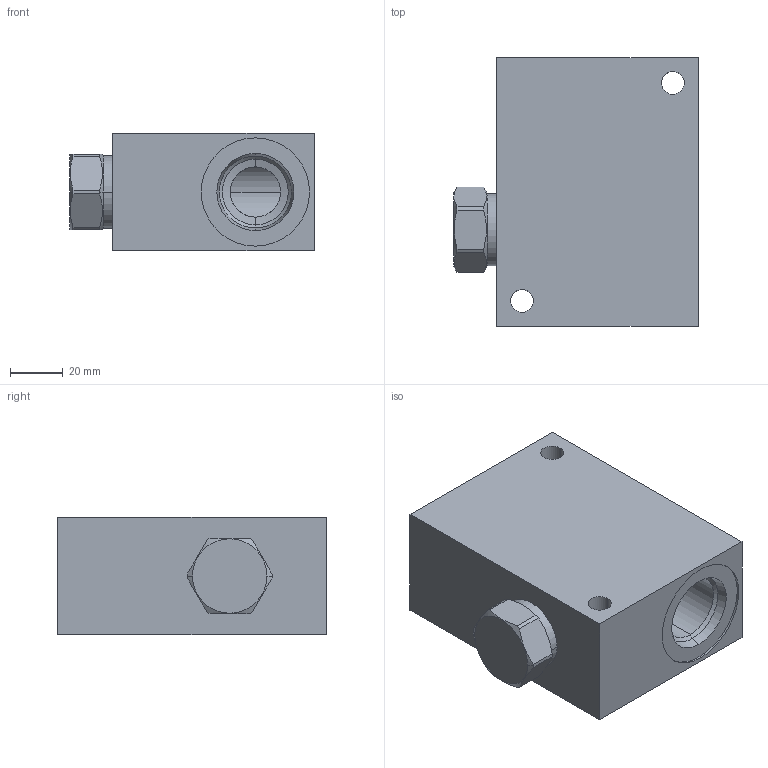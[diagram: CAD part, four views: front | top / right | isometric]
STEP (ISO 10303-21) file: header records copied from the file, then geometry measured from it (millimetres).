
FILE_DESCRIPTION((''),'2;1');
FILE_NAME('DNL_ASM','2021-01-20T',('ProEService'),(''),'PRO/ENGINEER BY PARAMETRIC TECHNOLOGY CORPORATION, 2014200','PRO/ENGINEER BY PARAMETRIC TECHNOLOGY CORPORATION, 2014200','');
FILE_SCHEMA(('CONFIG_CONTROL_DESIGN'));
Length unit declared in the file: inch
Products named in the file (3): 151-669-006; CXFAXCN; DNL_ASM
Assembly tree (2 placements, depth 2):
  DNL_ASM
    151-669-006
    CXFAXCN
Bounding box: 92.46 x 101.6 x 44.45 mm (x, y, z)
Volume: 284175.7 mm3; surface area: 52782.4 mm2
Topology: 4 solids, 4 shells, 175 faces, 556 edges, 469 vertices
Faces by surface type: cylinder 70, cone 42, plane 31, torus 24, revolution 8
Entity records: 7029 total; most frequent: CARTESIAN_POINT 2060, DIRECTION 1096, ORIENTED_EDGE 764, AXIS2_PLACEMENT_3D 392, EDGE_CURVE 382, VECTOR 304, LINE 304, VERTEX_POINT 226
